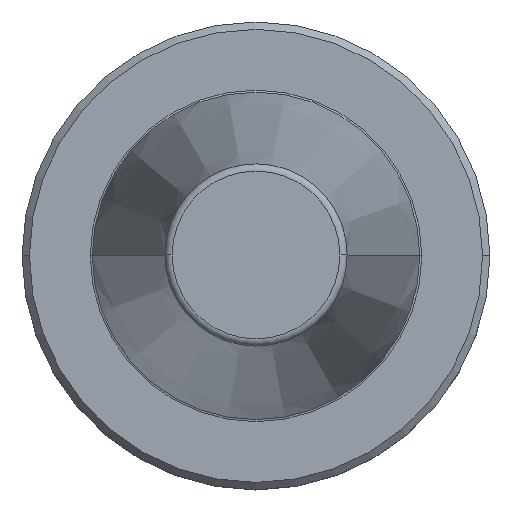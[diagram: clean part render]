
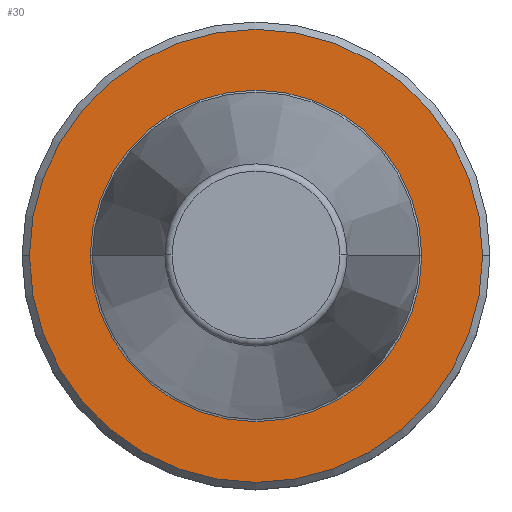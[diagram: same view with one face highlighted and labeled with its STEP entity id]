
A CAD part, top view. The second image highlights one B-rep face of the part: STEP entity #30.
In plain terms, the highlighted planar face has unit normal (0, 0, 1).
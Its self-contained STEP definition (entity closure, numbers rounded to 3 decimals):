
#8 = CIRCLE ( 'NONE', #1264, 30.75 ) ;
#30 = ADVANCED_FACE ( 'NONE', ( #434, #1920 ), #1830, .F. ) ;
#58 = ORIENTED_EDGE ( 'NONE', *, *, #1787, .T. ) ;
#123 = EDGE_LOOP ( 'NONE', ( #58, #1694 ) ) ;
#434 = FACE_BOUND ( 'NONE', #1257, .T. ) ;
#448 = CIRCLE ( 'NONE', #2171, 22.5 ) ;
#465 = AXIS2_PLACEMENT_3D ( 'NONE', #1976, #1508, #1583 ) ;
#479 = EDGE_CURVE ( 'NONE', #1574, #763, #1229, .T. ) ;
#526 = CARTESIAN_POINT ( 'NONE',  ( 0., 0., -3.2 ) ) ;
#540 = ORIENTED_EDGE ( 'NONE', *, *, #2052, .F. ) ;
#656 = DIRECTION ( 'NONE',  ( -1., 0., 0. ) ) ;
#763 = VERTEX_POINT ( 'NONE', #1238 ) ;
#854 = DIRECTION ( 'NONE',  ( 1., 0., 0. ) ) ;
#861 = DIRECTION ( 'NONE',  ( 0., 0., 1. ) ) ;
#864 = CARTESIAN_POINT ( 'NONE',  ( 22.5, 0., -3.2 ) ) ;
#879 = CARTESIAN_POINT ( 'NONE',  ( 0., 0., -3.2 ) ) ;
#881 = DIRECTION ( 'NONE',  ( 1., 0., 0. ) ) ;
#884 = DIRECTION ( 'NONE',  ( 0., 0., 1. ) ) ;
#939 = CIRCLE ( 'NONE', #465, 22.5 ) ;
#977 = AXIS2_PLACEMENT_3D ( 'NONE', #526, #2037, #656 ) ;
#991 = AXIS2_PLACEMENT_3D ( 'NONE', #879, #884, #881 ) ;
#1034 = DIRECTION ( 'NONE',  ( 0., 0., 1. ) ) ;
#1131 = CARTESIAN_POINT ( 'NONE',  ( 30.75, 0., -3.2 ) ) ;
#1180 = CARTESIAN_POINT ( 'NONE',  ( 0., 0., -3.2 ) ) ;
#1229 = CIRCLE ( 'NONE', #991, 30.75 ) ;
#1238 = CARTESIAN_POINT ( 'NONE',  ( -30.75, 0., -3.2 ) ) ;
#1257 = EDGE_LOOP ( 'NONE', ( #540, #1423 ) ) ;
#1264 = AXIS2_PLACEMENT_3D ( 'NONE', #1654, #1034, #2165 ) ;
#1287 = VERTEX_POINT ( 'NONE', #1824 ) ;
#1423 = ORIENTED_EDGE ( 'NONE', *, *, #1467, .F. ) ;
#1467 = EDGE_CURVE ( 'NONE', #1287, #1800, #939, .T. ) ;
#1508 = DIRECTION ( 'NONE',  ( 0., 0., 1. ) ) ;
#1574 = VERTEX_POINT ( 'NONE', #1131 ) ;
#1583 = DIRECTION ( 'NONE',  ( 1., 0., 0. ) ) ;
#1654 = CARTESIAN_POINT ( 'NONE',  ( 0., 0., -3.2 ) ) ;
#1694 = ORIENTED_EDGE ( 'NONE', *, *, #479, .T. ) ;
#1787 = EDGE_CURVE ( 'NONE', #763, #1574, #8, .T. ) ;
#1800 = VERTEX_POINT ( 'NONE', #864 ) ;
#1824 = CARTESIAN_POINT ( 'NONE',  ( -22.5, 0., -3.2 ) ) ;
#1830 = PLANE ( 'NONE',  #977 ) ;
#1920 = FACE_OUTER_BOUND ( 'NONE', #123, .T. ) ;
#1976 = CARTESIAN_POINT ( 'NONE',  ( 0., 0., -3.2 ) ) ;
#2037 = DIRECTION ( 'NONE',  ( 0., 0., -1. ) ) ;
#2052 = EDGE_CURVE ( 'NONE', #1800, #1287, #448, .T. ) ;
#2165 = DIRECTION ( 'NONE',  ( 1., 0., 0. ) ) ;
#2171 = AXIS2_PLACEMENT_3D ( 'NONE', #1180, #861, #854 ) ;
